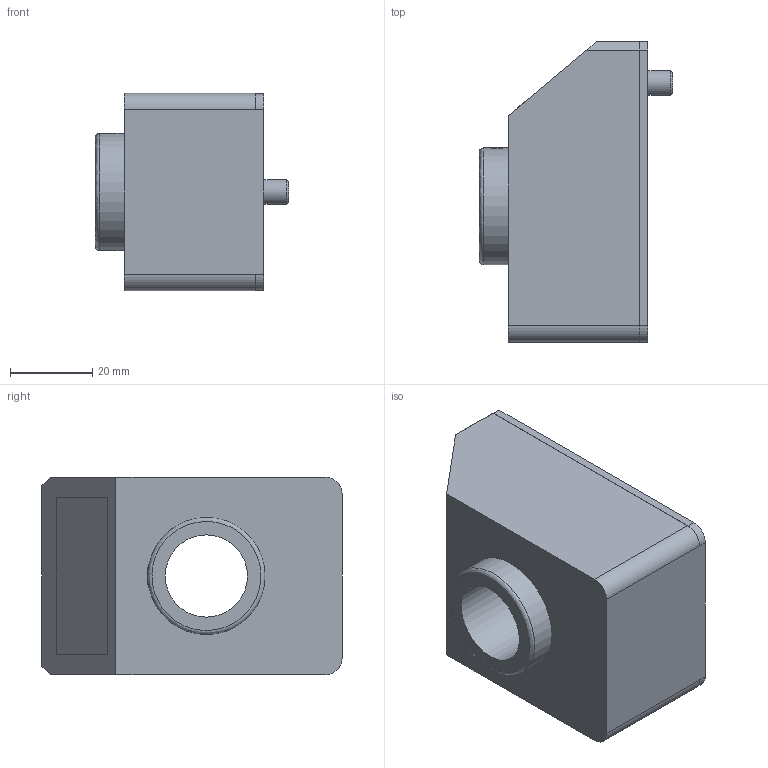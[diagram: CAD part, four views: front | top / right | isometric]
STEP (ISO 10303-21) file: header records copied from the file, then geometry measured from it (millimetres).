
FILE_DESCRIPTION (( 'STEP AP214' ), '1' );
FILE_NAME ('DD52RE-SST-IP65.STEP', '2023-05-10T13:34:27', ( '' ), ( '' ), 'SwSTEP 2.0', 'SolidWorks 2021', '' );
FILE_SCHEMA (( 'AUTOMOTIVE_DESIGN' ));
Length unit declared in the file: inch
Products named in the file (1): DD52RE-SST-IP65
Bounding box: 47 x 73 x 48 mm (x, y, z)
Volume: 99561.1 mm3; surface area: 17267.9 mm2
Topology: 1 solids, 4 shells, 53 faces, 124 edges, 83 vertices
Faces by surface type: plane 38, cylinder 11, cone 3, bspline 1
Full cylindrical faces by diameter (mm): 5 x2, 6 x1, 20 x1, 24.5 x1, 28.5 x2
Entity records: 2641 total; most frequent: CARTESIAN_POINT 744, DIRECTION 236, ORIENTED_EDGE 216, EDGE_CURVE 108, LINE 82, VECTOR 82, VERTEX_POINT 78, AXIS2_PLACEMENT_3D 77
